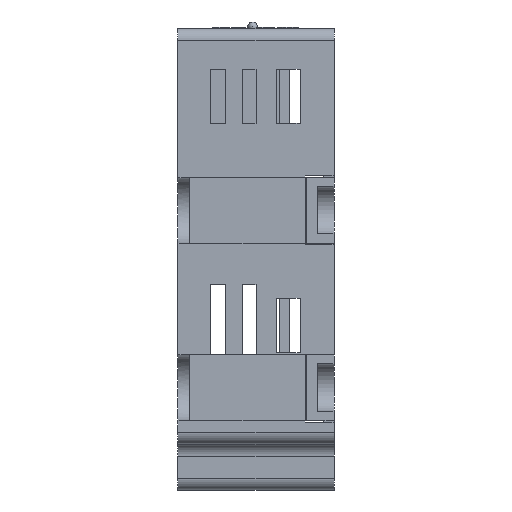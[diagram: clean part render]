
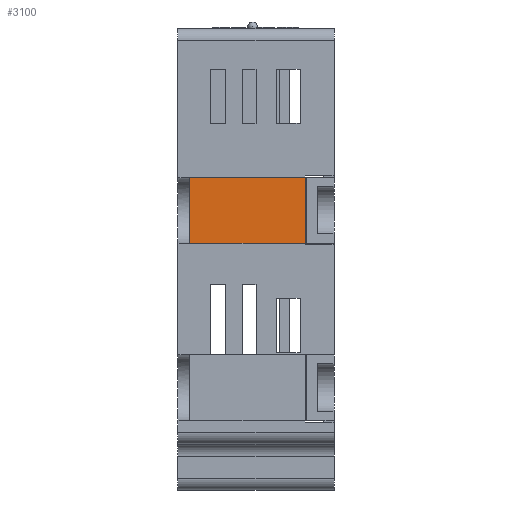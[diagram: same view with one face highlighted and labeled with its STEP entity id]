
A CAD part, front view. The second image highlights one B-rep face of the part: STEP entity #3100.
In plain terms, the highlighted planar face has unit normal (0, -1, 0).
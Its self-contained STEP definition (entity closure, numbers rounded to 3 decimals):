
#747 = VERTEX_POINT ( 'NONE', #11671 ) ;
#749 = EDGE_CURVE ( 'NONE', #747, #750, #11670, .T. ) ;
#750 = VERTEX_POINT ( 'NONE', #11666 ) ;
#3090 = ORIENTED_EDGE ( 'NONE', *, *, #11421, .F. ) ;
#3091 = ORIENTED_EDGE ( 'NONE', *, *, #14304, .T. ) ;
#3092 = ORIENTED_EDGE ( 'NONE', *, *, #749, .F. ) ;
#3093 = ORIENTED_EDGE ( 'NONE', *, *, #3096, .T. ) ;
#3094 = EDGE_LOOP ( 'NONE', ( #3093, #3090, #3092, #3091 ) ) ;
#3096 = EDGE_CURVE ( 'NONE', #14777, #12993, #12482, .T. ) ;
#3100 = ADVANCED_FACE ( 'NONE', ( #12478 ), #12529, .F. ) ;
#3310 = DIRECTION ( 'NONE',  ( -1., 0., 0. ) ) ;
#3311 = VECTOR ( 'NONE', #3310, 1000. ) ;
#3312 = CARTESIAN_POINT ( 'NONE',  ( 18.75, -32.011, -1.057 ) ) ;
#3314 = LINE ( 'NONE', #3312, #3311 ) ;
#3385 = CARTESIAN_POINT ( 'NONE',  ( 1.75, -32.011, -1.057 ) ) ;
#3416 = CARTESIAN_POINT ( 'NONE',  ( 1.75, -32.011, 8.655 ) ) ;
#3417 = DIRECTION ( 'NONE',  ( -1., 0., 0. ) ) ;
#3418 = VECTOR ( 'NONE', #3417, 1000. ) ;
#3419 = CARTESIAN_POINT ( 'NONE',  ( 18.75, -32.011, 8.655 ) ) ;
#3420 = LINE ( 'NONE', #3419, #3418 ) ;
#11421 = EDGE_CURVE ( 'NONE', #750, #12993, #3314, .T. ) ;
#11666 = CARTESIAN_POINT ( 'NONE',  ( 18.75, -32.011, -1.057 ) ) ;
#11667 = DIRECTION ( 'NONE',  ( 0., 0., -1. ) ) ;
#11668 = VECTOR ( 'NONE', #11667, 1000. ) ;
#11669 = CARTESIAN_POINT ( 'NONE',  ( 18.75, -32.011, 8.655 ) ) ;
#11670 = LINE ( 'NONE', #11669, #11668 ) ;
#11671 = CARTESIAN_POINT ( 'NONE',  ( 18.75, -32.011, 8.655 ) ) ;
#12478 = FACE_OUTER_BOUND ( 'NONE', #3094, .T. ) ;
#12479 = DIRECTION ( 'NONE',  ( 0., 0., -1. ) ) ;
#12480 = VECTOR ( 'NONE', #12479, 1000. ) ;
#12481 = CARTESIAN_POINT ( 'NONE',  ( 1.75, -32.011, 8.655 ) ) ;
#12482 = LINE ( 'NONE', #12481, #12480 ) ;
#12525 = DIRECTION ( 'NONE',  ( 0., 0., 1. ) ) ;
#12526 = DIRECTION ( 'NONE',  ( 0., 1., 0. ) ) ;
#12527 = CARTESIAN_POINT ( 'NONE',  ( 18.75, -32.011, 8.655 ) ) ;
#12528 = AXIS2_PLACEMENT_3D ( 'NONE', #12527, #12526, #12525 ) ;
#12529 = PLANE ( 'NONE',  #12528 ) ;
#12993 = VERTEX_POINT ( 'NONE', #3385 ) ;
#14304 = EDGE_CURVE ( 'NONE', #747, #14777, #3420, .T. ) ;
#14777 = VERTEX_POINT ( 'NONE', #3416 ) ;
